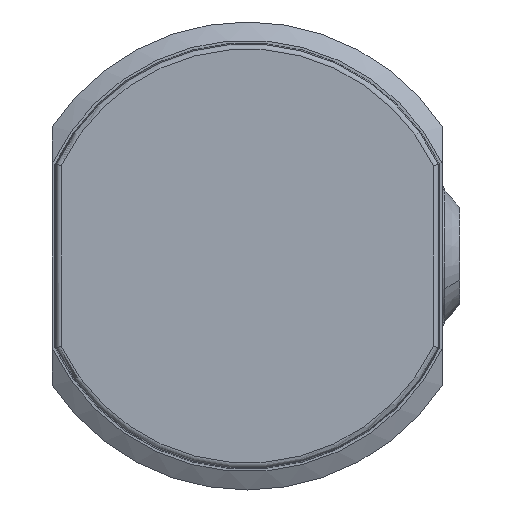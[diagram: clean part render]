
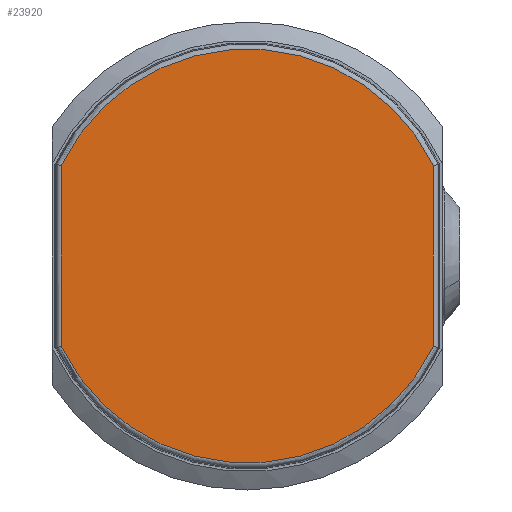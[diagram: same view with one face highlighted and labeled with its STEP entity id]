
A CAD part, left-side view. The second image highlights one B-rep face of the part: STEP entity #23920.
In plain terms, the highlighted planar face has unit normal (-1, 0, 0).
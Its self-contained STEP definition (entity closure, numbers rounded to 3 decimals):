
#21070=CARTESIAN_POINT('',(-33.,7.158,-3.477));
#21080=VERTEX_POINT('',#21070);
#21740=CARTESIAN_POINT('',(-33.,7.158,3.477));
#21750=VERTEX_POINT('',#21740);
#21780=CARTESIAN_POINT('',(-33.,7.158,-8.125));
#21790=DIRECTION('',(0.,0.,-1.));
#21800=VECTOR('',#21790,1.);
#21810=LINE('',#21780,#21800);
#21820=EDGE_CURVE('',#21750,#21080,#21810,.T.);
#22490=CARTESIAN_POINT('',(-33.,-7.158,-3.477));
#22500=VERTEX_POINT('',#22490);
#22610=CARTESIAN_POINT('',(-33.,0.,0.));
#22620=DIRECTION('',(1.,0.,0.));
#22630=DIRECTION('',(0.,1.,0.));
#22640=AXIS2_PLACEMENT_3D('',#22610,#22620,#22630);
#22650=CIRCLE('',#22640,7.958);
#22660=EDGE_CURVE('',#22500,#21080,#22650,.T.);
#23280=CARTESIAN_POINT('',(-33.,-7.158,3.477));
#23290=VERTEX_POINT('',#23280);
#23390=CARTESIAN_POINT('',(-33.,-7.158,-8.125));
#23400=DIRECTION('',(0.,0.,1.));
#23410=VECTOR('',#23400,1.);
#23420=LINE('',#23390,#23410);
#23430=EDGE_CURVE('',#22500,#23290,#23420,.T.);
#23640=CARTESIAN_POINT('',(-33.,0.,0.));
#23650=DIRECTION('',(1.,0.,0.));
#23660=DIRECTION('',(0.,1.,0.));
#23670=AXIS2_PLACEMENT_3D('',#23640,#23650,#23660);
#23680=CIRCLE('',#23670,7.958);
#23690=EDGE_CURVE('',#21750,#23290,#23680,.T.);
#23810=CARTESIAN_POINT('',(-33.,0.,-8.125));
#23820=DIRECTION('',(-1.,0.,0.));
#23830=DIRECTION('',(0.,-1.,0.));
#23840=AXIS2_PLACEMENT_3D('',#23810,#23820,#23830);
#23850=PLANE('',#23840);
#23860=ORIENTED_EDGE('',*,*,#23690,.F.);
#23870=ORIENTED_EDGE('',*,*,#23430,.T.);
#23880=ORIENTED_EDGE('',*,*,#22660,.F.);
#23890=ORIENTED_EDGE('',*,*,#21820,.T.);
#23900=EDGE_LOOP('',(#23890,#23880,#23870,#23860));
#23910=FACE_OUTER_BOUND('',#23900,.T.);
#23920=ADVANCED_FACE('',(#23910),#23850,.T.);
